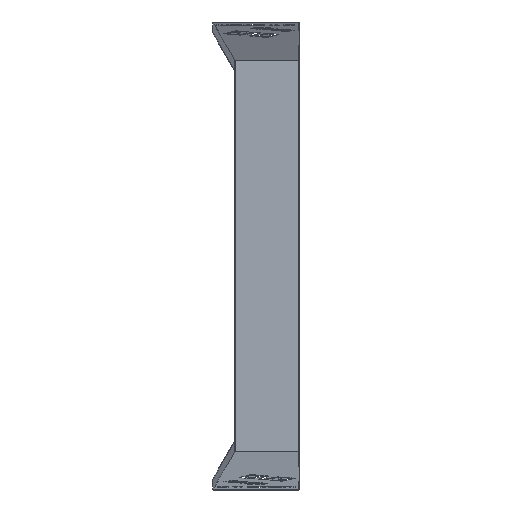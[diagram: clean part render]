
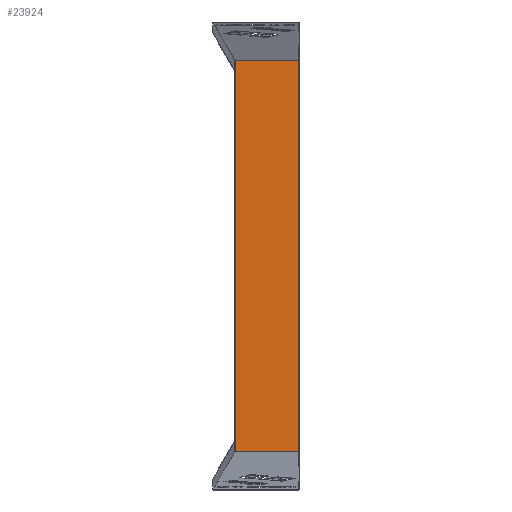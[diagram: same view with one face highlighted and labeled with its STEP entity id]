
A CAD part, front view. The second image highlights one B-rep face of the part: STEP entity #23924.
In plain terms, the highlighted free-form (B-spline) face has degree [1, 1] with [2, 2] control points.
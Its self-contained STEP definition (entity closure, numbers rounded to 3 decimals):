
#23544 = VERTEX_POINT('',#23545);
#23545 = CARTESIAN_POINT('',(-456.737,1717.709,
    -94.577));
#23568 = VERTEX_POINT('',#23569);
#23569 = CARTESIAN_POINT('',(-456.737,1717.709,
    -2190.387));
#23639 = EDGE_CURVE('',#23544,#23568,#23640,.T.);
#23640 = B_SPLINE_CURVE_WITH_KNOTS('',1,(#23641,#23642),.UNSPECIFIED.,
  .F.,.F.,(2,2),(-1350.,450.),.PIECEWISE_BEZIER_KNOTS.);
#23641 = CARTESIAN_POINT('',(-456.737,1717.709,
    -94.577));
#23642 = CARTESIAN_POINT('',(-456.737,1717.709,
    -2190.387));
#23764 = VERTEX_POINT('',#23765);
#23765 = CARTESIAN_POINT('',(-116.75,1717.709,
    -2190.387));
#23788 = VERTEX_POINT('',#23789);
#23789 = CARTESIAN_POINT('',(-116.75,1717.709,
    -94.577));
#23859 = EDGE_CURVE('',#23764,#23788,#23860,.T.);
#23860 = B_SPLINE_CURVE_WITH_KNOTS('',1,(#23861,#23862),.UNSPECIFIED.,
  .F.,.F.,(2,2),(-1350.,450.),.PIECEWISE_BEZIER_KNOTS.);
#23861 = CARTESIAN_POINT('',(-116.75,1717.709,
    -2190.387));
#23862 = CARTESIAN_POINT('',(-116.75,1717.709,
    -94.577));
#23883 = EDGE_CURVE('',#23764,#23568,#23884,.T.);
#23884 = B_SPLINE_CURVE_WITH_KNOTS('',1,(#23885,#23886),.UNSPECIFIED.,
  .F.,.F.,(2,2),(4.,296.),.PIECEWISE_BEZIER_KNOTS.);
#23885 = CARTESIAN_POINT('',(-116.75,1717.709,
    -2190.387));
#23886 = CARTESIAN_POINT('',(-456.737,1717.709,
    -2190.387));
#23913 = EDGE_CURVE('',#23544,#23788,#23914,.T.);
#23914 = B_SPLINE_CURVE_WITH_KNOTS('',1,(#23915,#23916),.UNSPECIFIED.,
  .F.,.F.,(2,2),(4.,296.),.PIECEWISE_BEZIER_KNOTS.);
#23915 = CARTESIAN_POINT('',(-456.737,1717.709,
    -94.577));
#23916 = CARTESIAN_POINT('',(-116.75,1717.709,
    -94.577));
#23924 = ADVANCED_FACE('',(#23925),#23931,.F.);
#23925 = FACE_BOUND('',#23926,.T.);
#23926 = EDGE_LOOP('',(#23927,#23928,#23929,#23930));
#23927 = ORIENTED_EDGE('',*,*,#23639,.T.);
#23928 = ORIENTED_EDGE('',*,*,#23883,.F.);
#23929 = ORIENTED_EDGE('',*,*,#23859,.T.);
#23930 = ORIENTED_EDGE('',*,*,#23913,.F.);
#23931 = B_SPLINE_SURFACE_WITH_KNOTS('',1,1,(
    (#23932,#23933)
    ,(#23934,#23935
  )),.UNSPECIFIED.,.F.,.F.,.F.,(2,2),(2,2),(-900.,900.),(-146.,146.),
  .PIECEWISE_BEZIER_KNOTS.);
#23932 = CARTESIAN_POINT('',(-456.737,1717.709,
    -2190.387));
#23933 = CARTESIAN_POINT('',(-116.75,1717.709,
    -2190.387));
#23934 = CARTESIAN_POINT('',(-456.737,1717.709,
    -94.577));
#23935 = CARTESIAN_POINT('',(-116.75,1717.709,
    -94.577));
